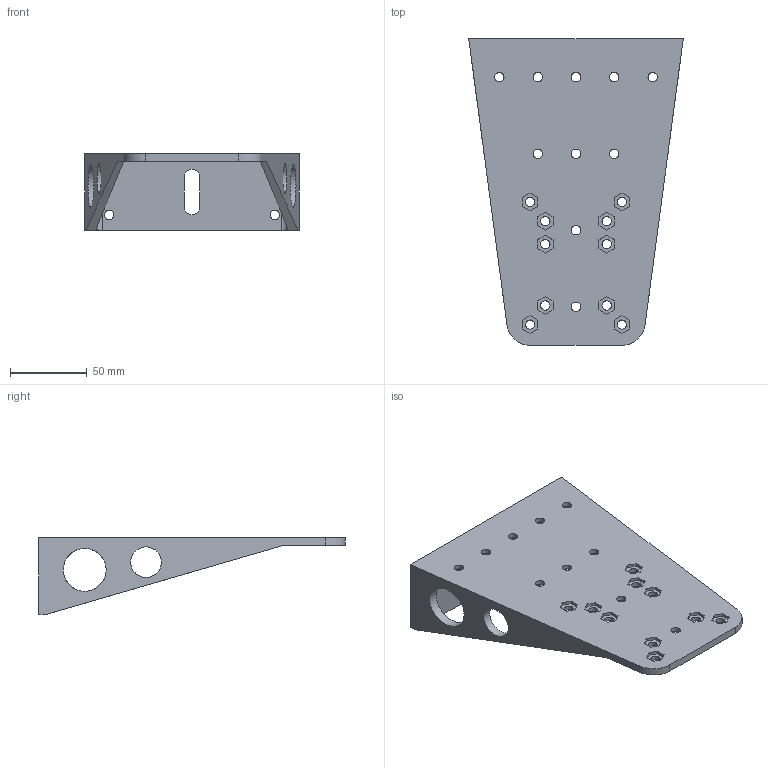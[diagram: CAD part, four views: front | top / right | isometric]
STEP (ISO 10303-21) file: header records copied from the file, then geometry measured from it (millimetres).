
FILE_DESCRIPTION(('FreeCAD Model'),'2;1');
FILE_NAME('Open CASCADE Shape Model','2023-10-03T08:18:33',(''),(''), 'Open CASCADE STEP processor 7.5','FreeCAD','Unknown');
FILE_SCHEMA(('AUTOMOTIVE_DESIGN { 1 0 10303 214 1 1 1 1 }'));
Length unit declared in the file: millimetre
Products named in the file (1): rearchassis
Bounding box: 140 x 200 x 50 mm (x, y, z)
Volume: 165410.9 mm3; surface area: 73919 mm2
Topology: 1 solids, 1 shells, 190 faces, 500 edges, 332 vertices
Faces by surface type: plane 156, cylinder 34
Full cylindrical faces by diameter (mm): 6 x4, 6.1 x20, 20 x2, 28 x2
Entity records: 12720 total; most frequent: CARTESIAN_POINT 2379, DIRECTION 1922, LINE 1354, VECTOR 1354, ORIENTED_EDGE 1000, PCURVE 1000, DEFINITIONAL_REPRESENTATION 1000, EDGE_CURVE 500
